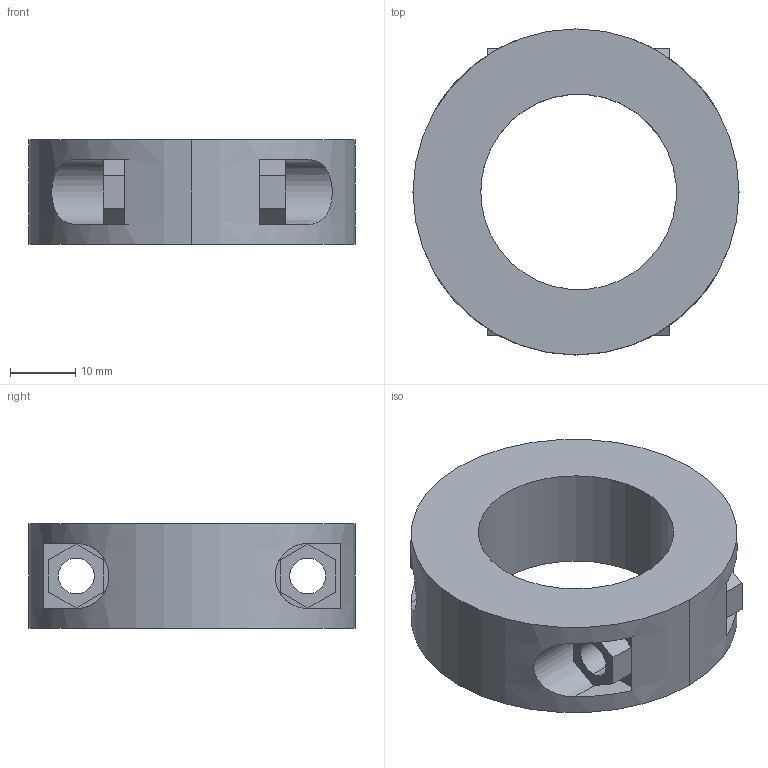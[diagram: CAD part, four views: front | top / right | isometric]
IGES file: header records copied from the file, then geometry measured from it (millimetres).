
Start section:  PTC IGES file: s0612640602.igs
Global section: file name: s0612640602.igs; native system: Pro/ENGINEER by Parametric Technology Corporation; preprocessor: 2006460; author: Andrea.Castagnoli; organization: Unknown; date: 20070313.105614; units: millimetre
Bounding box: 50 x 50 x 16 mm (x, y, z)
Volume: 17405.3 mm3; surface area: 8515 mm2
Topology: 1 solids, 1 shells, 56 faces, 138 edges, 92 vertices
Faces by surface type: bspline 44, revolution 12
